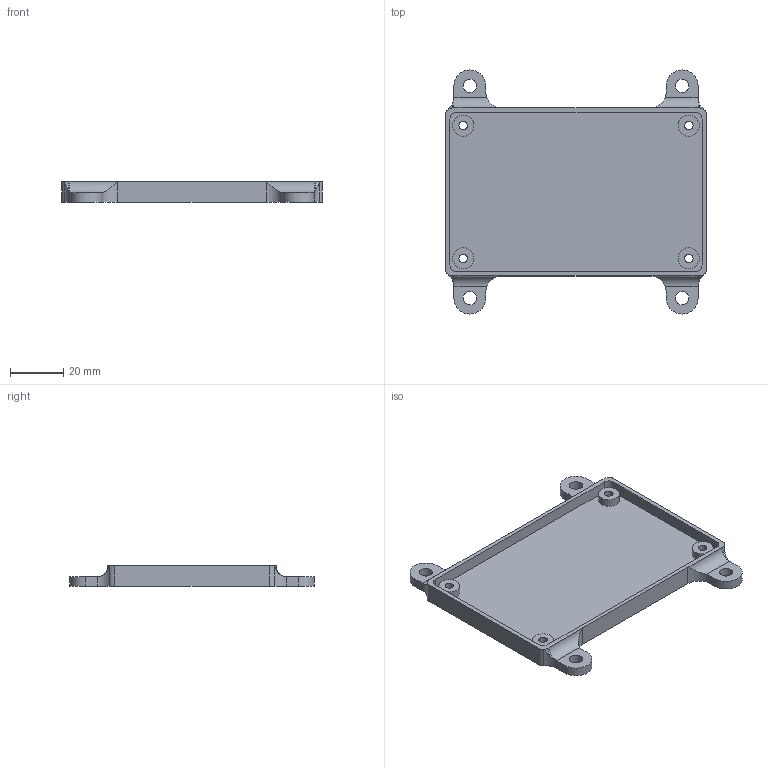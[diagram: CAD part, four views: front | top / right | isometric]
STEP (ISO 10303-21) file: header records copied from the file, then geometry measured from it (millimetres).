
FILE_DESCRIPTION(/* description */ (''),/* implementation_level */ '2;1');
FILE_NAME(/* name */ 'Componente2.step',/* time_stamp */ '2025-05-10T13:56:52+02:00',/* author */ (''),/* organization */ (''),/* preprocessor_version */ 'ST-DEVELOPER v20.1',/* originating_system */ 'Autodesk Translation Framework v14.4.0.0',/* authorisation */ '');
FILE_SCHEMA (('AUTOMOTIVE_DESIGN { 1 0 10303 214 3 1 1 }'));
Length unit declared in the file: millimetre
Products named in the file (1): ComponenteFusion
Bounding box: 98.3 x 92 x 7.6 mm (x, y, z)
Volume: 23538.2 mm3; surface area: 18428.1 mm2
Topology: 1 solids, 1 shells, 99 faces, 252 edges, 164 vertices
Faces by surface type: plane 55, cylinder 40, torus 4
Full cylindrical faces by diameter (mm): 3.2 x4, 5 x4, 8 x4
Entity records: 3118 total; most frequent: CARTESIAN_POINT 600, DIRECTION 516, ORIENTED_EDGE 504, EDGE_CURVE 252, AXIS2_PLACEMENT_3D 176, LINE 164, VECTOR 164, VERTEX_POINT 164
